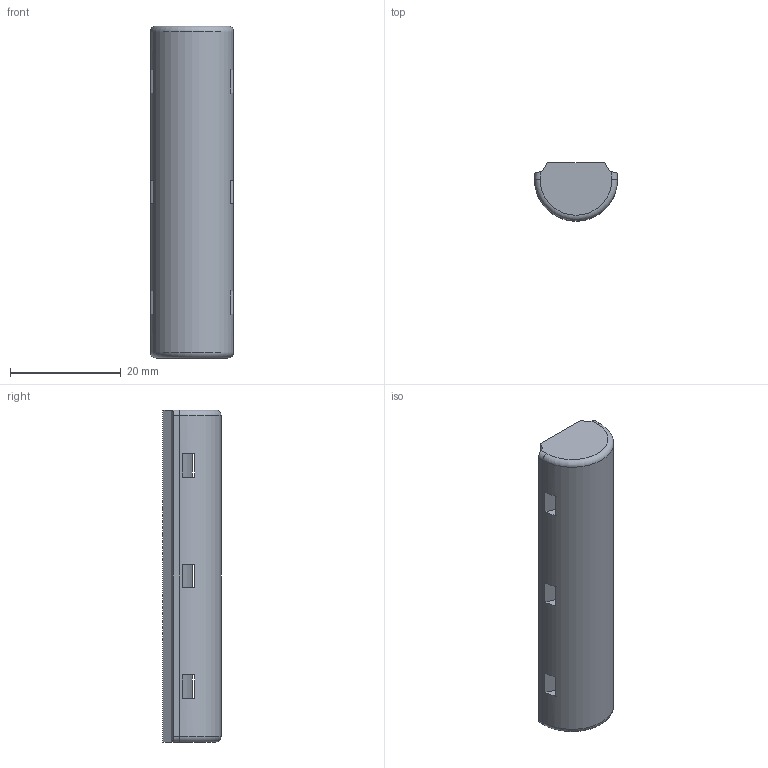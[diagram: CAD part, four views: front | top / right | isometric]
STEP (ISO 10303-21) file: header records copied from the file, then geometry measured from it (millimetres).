
FILE_DESCRIPTION(/* description */ (''),/* implementation_level */ '2;1');
FILE_NAME(/* name */ 'ReplacementExtruderHarnessCover.stp',/* time_stamp */ '2015-09-06T12:42:24-04:00',/* author */ ('Justine Haupt'),/* organization */ (''),/* preprocessor_version */ 'ST-DEVELOPER v15.6',/* originating_system */ 'Autodesk Inventor 2015',/* authorisation */ '');
FILE_SCHEMA (('AUTOMOTIVE_DESIGN { 1 0 10303 214 3 1 1 }'));
Length unit declared in the file: millimetre
Products named in the file (1): ReplacementExtruderHarnessCover
Bounding box: 15 x 10.5 x 60 mm (x, y, z)
Volume: 7254.7 mm3; surface area: 3276 mm2
Topology: 1 solids, 1 shells, 34 faces, 92 edges, 60 vertices
Faces by surface type: plane 18, cylinder 14, torus 2
Entity records: 1122 total; most frequent: DIRECTION 204, CARTESIAN_POINT 187, ORIENTED_EDGE 184, EDGE_CURVE 92, AXIS2_PLACEMENT_3D 77, VERTEX_POINT 60, LINE 50, VECTOR 50
